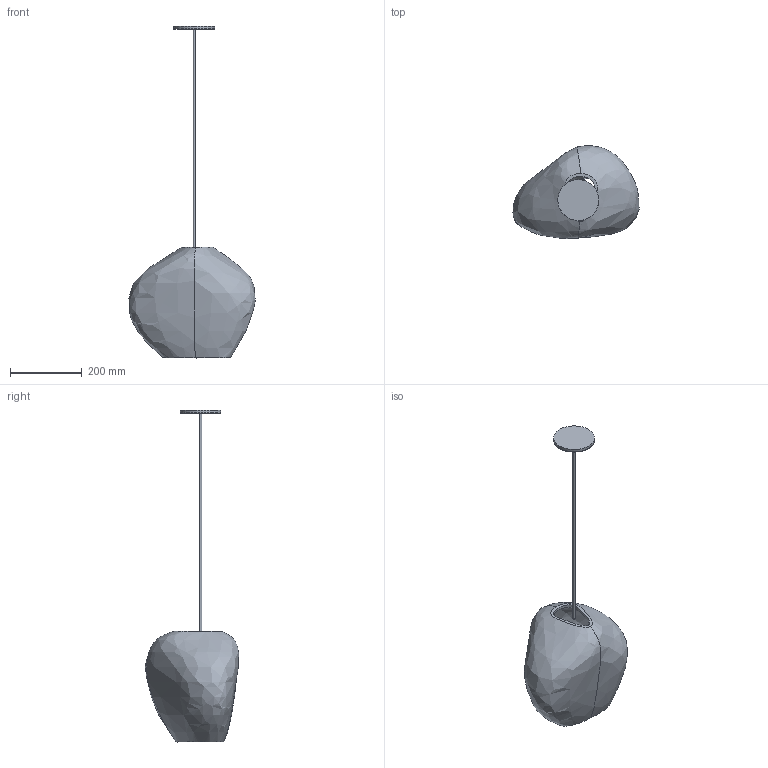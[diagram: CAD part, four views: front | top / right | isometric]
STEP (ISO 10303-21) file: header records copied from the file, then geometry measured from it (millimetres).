
FILE_DESCRIPTION(/* description */ (''),/* implementation_level */ '2;1');
FILE_NAME(/* name */ 'Allyn_3D_mm',/* time_stamp */ '2025-06-18T13:12:17-07:00',/* author */ (''),/* organization */ (''),/* preprocessor_version */ 'ST-DEVELOPER v16.5',/* originating_system */ '',/* authorisation */ '');
FILE_SCHEMA (('AUTOMOTIVE_DESIGN'));
Length unit declared in the file: millimetre
Products named in the file (1): Document
Bounding box: 352.56 x 260.98 x 928.33 mm (x, y, z)
Volume: 2314475.3 mm3; surface area: 590166.1 mm2
Topology: 3 solids, 3 shells, 17 faces, 26 edges, 17 vertices
Faces by surface type: bspline 9, plane 8
Entity records: 2773 total; most frequent: CARTESIAN_POINT 2515, ORIENTED_EDGE 52, EDGE_CURVE 26, EDGE_LOOP 21, B_SPLINE_CURVE_WITH_KNOTS 18, ADVANCED_FACE 17, FACE_OUTER_BOUND 17, VERTEX_POINT 17
